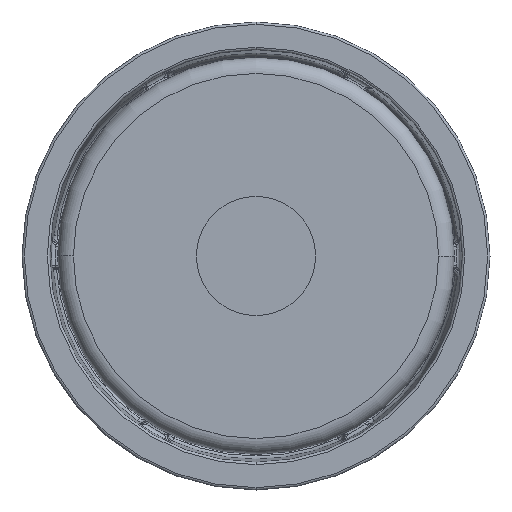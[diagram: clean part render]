
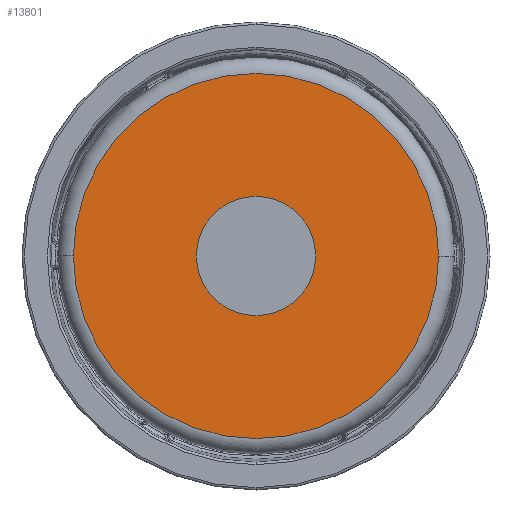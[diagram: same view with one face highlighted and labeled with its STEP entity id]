
A CAD part, front view. The second image highlights one B-rep face of the part: STEP entity #13801.
In plain terms, the highlighted planar face has unit normal (0, -1, 0).
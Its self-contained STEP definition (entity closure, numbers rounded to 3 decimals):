
#190 = CARTESIAN_POINT ( 'NONE',  ( 0., 0., 0. ) ) ;
#249 = DIRECTION ( 'NONE',  ( 0., 0., -1. ) ) ;
#296 = EDGE_LOOP ( 'NONE', ( #13403, #9457 ) ) ;
#346 = DIRECTION ( 'NONE',  ( 0., -1., 0. ) ) ;
#1024 = EDGE_LOOP ( 'NONE', ( #7435, #2774 ) ) ;
#1217 = CARTESIAN_POINT ( 'NONE',  ( 0., 0., 0. ) ) ;
#1350 = DIRECTION ( 'NONE',  ( 0., 0., -1. ) ) ;
#1598 = EDGE_CURVE ( 'NONE', #5201, #13265, #13504, .T. ) ;
#1738 = EDGE_CURVE ( 'NONE', #6997, #8610, #2662, .T. ) ;
#1998 = CARTESIAN_POINT ( 'NONE',  ( 0., 0., 23. ) ) ;
#2405 = DIRECTION ( 'NONE',  ( 0., 0., -1. ) ) ;
#2662 = CIRCLE ( 'NONE', #14886, 23. ) ;
#2774 = ORIENTED_EDGE ( 'NONE', *, *, #7951, .F. ) ;
#3048 = AXIS2_PLACEMENT_3D ( 'NONE', #6677, #14972, #7895 ) ;
#4057 = AXIS2_PLACEMENT_3D ( 'NONE', #7348, #346, #8552 ) ;
#5201 = VERTEX_POINT ( 'NONE', #7631 ) ;
#5945 = EDGE_CURVE ( 'NONE', #8610, #6997, #6058, .T. ) ;
#6058 = CIRCLE ( 'NONE', #14260, 23. ) ;
#6067 = PLANE ( 'NONE',  #4057 ) ;
#6677 = CARTESIAN_POINT ( 'NONE',  ( 0., 0., 0. ) ) ;
#6875 = AXIS2_PLACEMENT_3D ( 'NONE', #190, #8380, #1350 ) ;
#6997 = VERTEX_POINT ( 'NONE', #11442 ) ;
#7233 = DIRECTION ( 'NONE',  ( 0., -1., 0. ) ) ;
#7348 = CARTESIAN_POINT ( 'NONE',  ( 7.5, 0., 0. ) ) ;
#7435 = ORIENTED_EDGE ( 'NONE', *, *, #1598, .F. ) ;
#7531 = FACE_OUTER_BOUND ( 'NONE', #296, .T. ) ;
#7631 = CARTESIAN_POINT ( 'NONE',  ( 0., 0., -7.5 ) ) ;
#7895 = DIRECTION ( 'NONE',  ( 0., 0., -1. ) ) ;
#7951 = EDGE_CURVE ( 'NONE', #13265, #5201, #14376, .T. ) ;
#8380 = DIRECTION ( 'NONE',  ( 0., -1., 0. ) ) ;
#8552 = DIRECTION ( 'NONE',  ( 0., 0., -1. ) ) ;
#8610 = VERTEX_POINT ( 'NONE', #1998 ) ;
#9453 = DIRECTION ( 'NONE',  ( 0., -1., 0. ) ) ;
#9457 = ORIENTED_EDGE ( 'NONE', *, *, #5945, .T. ) ;
#10704 = FACE_BOUND ( 'NONE', #1024, .T. ) ;
#11442 = CARTESIAN_POINT ( 'NONE',  ( 0., 0., -23. ) ) ;
#11749 = CARTESIAN_POINT ( 'NONE',  ( 0., 0., 7.5 ) ) ;
#13265 = VERTEX_POINT ( 'NONE', #11749 ) ;
#13403 = ORIENTED_EDGE ( 'NONE', *, *, #1738, .T. ) ;
#13504 = CIRCLE ( 'NONE', #3048, 7.5 ) ;
#13801 = ADVANCED_FACE ( 'NONE', ( #7531, #10704 ), #6067, .T. ) ;
#14260 = AXIS2_PLACEMENT_3D ( 'NONE', #14316, #7233, #249 ) ;
#14316 = CARTESIAN_POINT ( 'NONE',  ( 0., 0., 0. ) ) ;
#14376 = CIRCLE ( 'NONE', #6875, 7.5 ) ;
#14886 = AXIS2_PLACEMENT_3D ( 'NONE', #1217, #9453, #2405 ) ;
#14972 = DIRECTION ( 'NONE',  ( 0., -1., 0. ) ) ;
